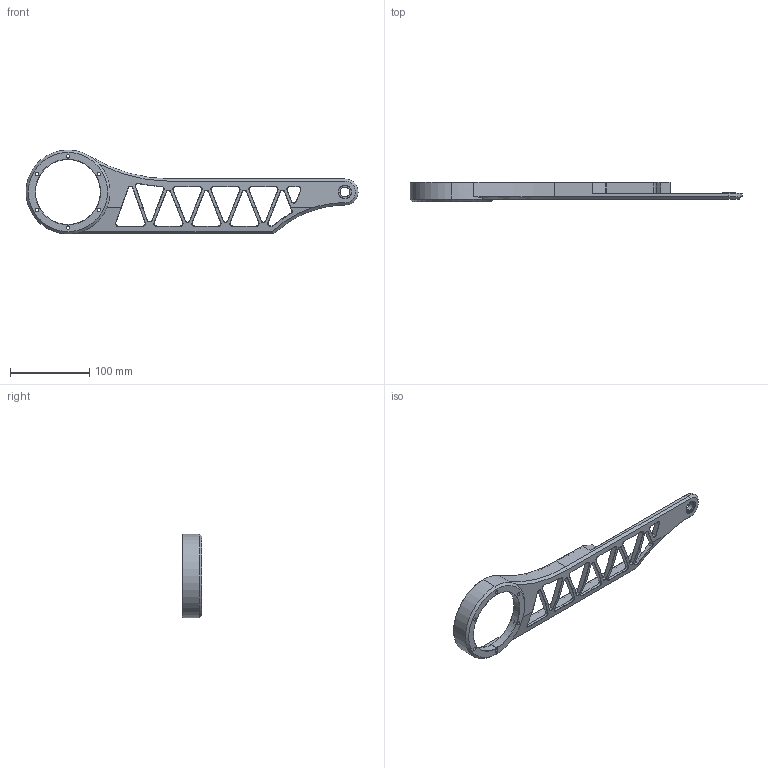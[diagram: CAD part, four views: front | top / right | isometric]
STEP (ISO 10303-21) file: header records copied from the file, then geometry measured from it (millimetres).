
FILE_DESCRIPTION (( 'STEP AP214' ), '1' );
FILE_NAME ('thigh(1) - 2.STEP', '2026-01-14T08:09:29', ( '' ), ( '' ), 'SwSTEP 2.0', 'SolidWorks 2023', '' );
FILE_SCHEMA (( 'AUTOMOTIVE_DESIGN' ));
Length unit declared in the file: millimetre
Products named in the file (1): thigh(1) - 2
Bounding box: 419.5 x 24.2 x 106 mm (x, y, z)
Volume: 136301.6 mm3; surface area: 72313 mm2
Topology: 1 solids, 1 shells, 470 faces, 1187 edges, 733 vertices
Faces by surface type: cylinder 177, plane 152, cone 124, bspline 17
Entity records: 16456 total; most frequent: CARTESIAN_POINT 4997, DIRECTION 2446, ORIENTED_EDGE 2374, EDGE_CURVE 1187, AXIS2_PLACEMENT_3D 918, VERTEX_POINT 733, LINE 610, VECTOR 610
